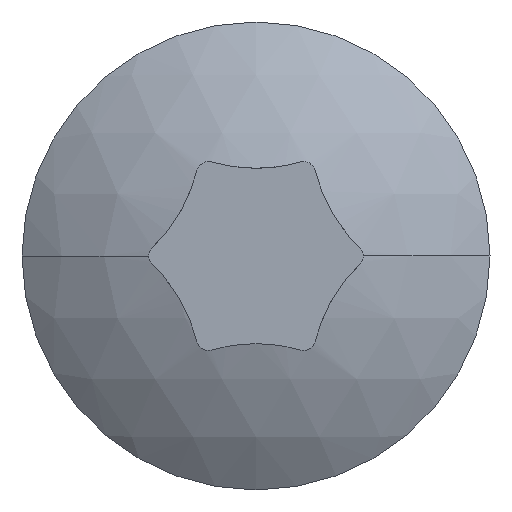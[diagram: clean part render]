
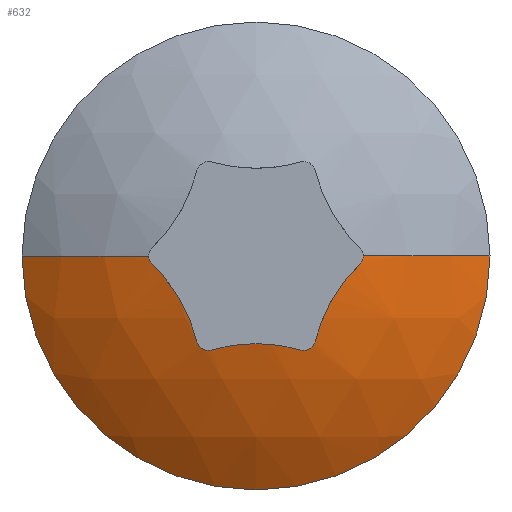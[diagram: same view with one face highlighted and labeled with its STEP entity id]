
A CAD part, left-side view. The second image highlights one B-rep face of the part: STEP entity #632.
In plain terms, the highlighted spherical face has radius 10 mm.
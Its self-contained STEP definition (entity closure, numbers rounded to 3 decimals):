
#3 = EDGE_CURVE ( 'NONE', #136, #77, #226, .T. ) ;
#21 = ORIENTED_EDGE ( 'NONE', *, *, #560, .T. ) ;
#34 = CARTESIAN_POINT ( 'NONE',  ( 0.386, -2.75, -0.081 ) ) ;
#39 = VERTEX_POINT ( 'NONE', #835 ) ;
#48 = VERTEX_POINT ( 'NONE', #831 ) ;
#51 = AXIS2_PLACEMENT_3D ( 'NONE', #466, #819, #227 ) ;
#55 = CARTESIAN_POINT ( 'NONE',  ( 0.292, -0.771, -2.305 ) ) ;
#64 = B_SPLINE_CURVE_WITH_KNOTS ( 'NONE', 3,
 ( #524, #893, #538, #104, #165, #156 ),
 .UNSPECIFIED., .F., .F.,
 ( 4, 2, 4 ),
 ( 0., 0.001, 0.002 ),
 .UNSPECIFIED. ) ;
#77 = VERTEX_POINT ( 'NONE', #234 ) ;
#79 = FACE_OUTER_BOUND ( 'NONE', #689, .T. ) ;
#96 = VERTEX_POINT ( 'NONE', #341 ) ;
#98 = B_SPLINE_CURVE_WITH_KNOTS ( 'NONE', 3,
 ( #912, #34, #408, #900 ),
 .UNSPECIFIED., .F., .F.,
 ( 4, 4 ),
 ( 0., 0. ),
 .UNSPECIFIED. ) ;
#99 = CARTESIAN_POINT ( 'NONE',  ( 0.362, 1.517, -2.194 ) ) ;
#100 = EDGE_CURVE ( 'NONE', #77, #48, #447, .T. ) ;
#104 = CARTESIAN_POINT ( 'NONE',  ( 0.256, -1.754, -1.463 ) ) ;
#111 = CARTESIAN_POINT ( 'NONE',  ( 0.377, -1.497, -2.272 ) ) ;
#119 = DIRECTION ( 'NONE',  ( 0., -1., 0. ) ) ;
#123 = CARTESIAN_POINT ( 'NONE',  ( 0.362, 1.142, -2.41 ) ) ;
#136 = VERTEX_POINT ( 'NONE', #346 ) ;
#156 = CARTESIAN_POINT ( 'NONE',  ( 0.362, -1.517, -2.194 ) ) ;
#158 = DIRECTION ( 'NONE',  ( 0., 0., 1. ) ) ;
#165 = CARTESIAN_POINT ( 'NONE',  ( 0.292, -1.61, -1.821 ) ) ;
#170 = CARTESIAN_POINT ( 'NONE',  ( 0.362, -1.517, -2.194 ) ) ;
#173 = CARTESIAN_POINT ( 'NONE',  ( 0.257, 1.753, -1.464 ) ) ;
#177 = VERTEX_POINT ( 'NONE', #488 ) ;
#184 = CARTESIAN_POINT ( 'NONE',  ( 0.256, 0., -2.25 ) ) ;
#192 = CARTESIAN_POINT ( 'NONE',  ( 10., 0., 0. ) ) ;
#203 = EDGE_CURVE ( 'NONE', #756, #177, #692, .T. ) ;
#204 = CARTESIAN_POINT ( 'NONE',  ( 0.377, 1.219, -2.432 ) ) ;
#214 = SPHERICAL_SURFACE ( 'NONE', #316, 10. ) ;
#226 = B_SPLINE_CURVE_WITH_KNOTS ( 'NONE', 3,
 ( #170, #111, #684, #475, #461, #749 ),
 .UNSPECIFIED., .F., .F.,
 ( 4, 2, 4 ),
 ( 0., 0., 0. ),
 .UNSPECIFIED. ) ;
#227 = DIRECTION ( 'NONE',  ( 0., 1., 0. ) ) ;
#233 = CARTESIAN_POINT ( 'NONE',  ( 0.362, 2.658, -0.216 ) ) ;
#234 = CARTESIAN_POINT ( 'NONE',  ( 0.362, -1.142, -2.41 ) ) ;
#252 = ORIENTED_EDGE ( 'NONE', *, *, #732, .F. ) ;
#276 = B_SPLINE_CURVE_WITH_KNOTS ( 'NONE', 3,
 ( #753, #395, #456, #390 ),
 .UNSPECIFIED., .F., .F.,
 ( 4, 4 ),
 ( 0., 0. ),
 .UNSPECIFIED. ) ;
#283 = CARTESIAN_POINT ( 'NONE',  ( 0.362, 1.517, -2.194 ) ) ;
#289 = CARTESIAN_POINT ( 'NONE',  ( 0.292, 0.772, -2.305 ) ) ;
#297 = CARTESIAN_POINT ( 'NONE',  ( 0.362, 1.142, -2.41 ) ) ;
#316 = AXIS2_PLACEMENT_3D ( 'NONE', #885, #158, #371 ) ;
#335 = CARTESIAN_POINT ( 'NONE',  ( 0.386, 1.445, -2.341 ) ) ;
#339 = CARTESIAN_POINT ( 'NONE',  ( 0.377, 1.497, -2.272 ) ) ;
#341 = CARTESIAN_POINT ( 'NONE',  ( 2., -6., 0. ) ) ;
#346 = CARTESIAN_POINT ( 'NONE',  ( 0.362, -1.517, -2.194 ) ) ;
#352 = EDGE_CURVE ( 'NONE', #798, #136, #64, .T. ) ;
#363 = EDGE_CURVE ( 'NONE', #96, #177, #464, .T. ) ;
#365 = CARTESIAN_POINT ( 'NONE',  ( 0.256, 0.391, -2.25 ) ) ;
#371 = DIRECTION ( 'NONE',  ( 0., 1., 0. ) ) ;
#377 = ORIENTED_EDGE ( 'NONE', *, *, #487, .T. ) ;
#390 = CARTESIAN_POINT ( 'NONE',  ( 0.386, 2.75, 0. ) ) ;
#391 = EDGE_CURVE ( 'NONE', #619, #39, #844, .T. ) ;
#395 = CARTESIAN_POINT ( 'NONE',  ( 0.377, 2.716, -0.161 ) ) ;
#408 = CARTESIAN_POINT ( 'NONE',  ( 0.377, -2.716, -0.161 ) ) ;
#416 = CARTESIAN_POINT ( 'NONE',  ( 0.256, -0.391, -2.25 ) ) ;
#427 = DIRECTION ( 'NONE',  ( -1., 0., 0. ) ) ;
#438 = EDGE_CURVE ( 'NONE', #39, #756, #276, .T. ) ;
#447 = B_SPLINE_CURVE_WITH_KNOTS ( 'NONE', 3,
 ( #929, #55, #416, #184 ),
 .UNSPECIFIED., .F., .F.,
 ( 4, 4 ),
 ( 0., 0.001 ),
 .UNSPECIFIED. ) ;
#456 = CARTESIAN_POINT ( 'NONE',  ( 0.386, 2.75, -0.081 ) ) ;
#460 = CARTESIAN_POINT ( 'NONE',  ( 0.256, 2.144, -0.787 ) ) ;
#461 = CARTESIAN_POINT ( 'NONE',  ( 0.377, -1.219, -2.432 ) ) ;
#464 = CIRCLE ( 'NONE', #51, 6. ) ;
#466 = CARTESIAN_POINT ( 'NONE',  ( 2., 0., 0. ) ) ;
#475 = CARTESIAN_POINT ( 'NONE',  ( 0.386, -1.305, -2.422 ) ) ;
#487 = EDGE_CURVE ( 'NONE', #724, #619, #800, .T. ) ;
#488 = CARTESIAN_POINT ( 'NONE',  ( 2., 6., 0. ) ) ;
#489 = ORIENTED_EDGE ( 'NONE', *, *, #363, .F. ) ;
#491 = DIRECTION ( 'NONE',  ( 0., 0., -1. ) ) ;
#524 = CARTESIAN_POINT ( 'NONE',  ( 0.362, -2.658, -0.216 ) ) ;
#538 = CARTESIAN_POINT ( 'NONE',  ( 0.257, -2.145, -0.786 ) ) ;
#552 = CARTESIAN_POINT ( 'NONE',  ( 0.386, 1.305, -2.422 ) ) ;
#560 = EDGE_CURVE ( 'NONE', #48, #724, #704, .T. ) ;
#569 = CARTESIAN_POINT ( 'NONE',  ( 0.386, -2.75, 0. ) ) ;
#584 = CARTESIAN_POINT ( 'NONE',  ( 0.362, 1.517, -2.194 ) ) ;
#606 = ORIENTED_EDGE ( 'NONE', *, *, #3, .T. ) ;
#619 = VERTEX_POINT ( 'NONE', #584 ) ;
#621 = ORIENTED_EDGE ( 'NONE', *, *, #203, .T. ) ;
#623 = DIRECTION ( 'NONE',  ( 0., 0., 1. ) ) ;
#632 = ADVANCED_FACE ( 'NONE', ( #79 ), #214, .T. ) ;
#671 = AXIS2_PLACEMENT_3D ( 'NONE', #827, #623, #119 ) ;
#680 = ORIENTED_EDGE ( 'NONE', *, *, #100, .T. ) ;
#684 = CARTESIAN_POINT ( 'NONE',  ( 0.386, -1.445, -2.341 ) ) ;
#689 = EDGE_LOOP ( 'NONE', ( #252, #791, #876, #606, #680, #21, #377, #824, #920, #621, #489 ) ) ;
#692 = CIRCLE ( 'NONE', #814, 10. ) ;
#704 = B_SPLINE_CURVE_WITH_KNOTS ( 'NONE', 3,
 ( #878, #365, #289, #297 ),
 .UNSPECIFIED., .F., .F.,
 ( 4, 4 ),
 ( 0.001, 0.002 ),
 .UNSPECIFIED. ) ;
#710 = EDGE_CURVE ( 'NONE', #933, #798, #98, .T. ) ;
#718 = CIRCLE ( 'NONE', #671, 10. ) ;
#724 = VERTEX_POINT ( 'NONE', #833 ) ;
#732 = EDGE_CURVE ( 'NONE', #933, #96, #718, .T. ) ;
#749 = CARTESIAN_POINT ( 'NONE',  ( 0.362, -1.142, -2.41 ) ) ;
#753 = CARTESIAN_POINT ( 'NONE',  ( 0.362, 2.658, -0.216 ) ) ;
#756 = VERTEX_POINT ( 'NONE', #916 ) ;
#791 = ORIENTED_EDGE ( 'NONE', *, *, #710, .T. ) ;
#798 = VERTEX_POINT ( 'NONE', #858 ) ;
#800 = B_SPLINE_CURVE_WITH_KNOTS ( 'NONE', 3,
 ( #123, #204, #552, #335, #339, #283 ),
 .UNSPECIFIED., .F., .F.,
 ( 4, 2, 4 ),
 ( 0., 0., 0. ),
 .UNSPECIFIED. ) ;
#814 = AXIS2_PLACEMENT_3D ( 'NONE', #192, #491, #427 ) ;
#819 = DIRECTION ( 'NONE',  ( 1., 0., 0. ) ) ;
#824 = ORIENTED_EDGE ( 'NONE', *, *, #391, .T. ) ;
#827 = CARTESIAN_POINT ( 'NONE',  ( 10., 0., 0. ) ) ;
#831 = CARTESIAN_POINT ( 'NONE',  ( 0.256, 0., -2.25 ) ) ;
#833 = CARTESIAN_POINT ( 'NONE',  ( 0.362, 1.142, -2.41 ) ) ;
#835 = CARTESIAN_POINT ( 'NONE',  ( 0.362, 2.658, -0.216 ) ) ;
#838 = CARTESIAN_POINT ( 'NONE',  ( 0.292, 1.61, -1.821 ) ) ;
#844 = B_SPLINE_CURVE_WITH_KNOTS ( 'NONE', 3,
 ( #99, #838, #173, #460, #903, #233 ),
 .UNSPECIFIED., .F., .F.,
 ( 4, 2, 4 ),
 ( 0., 0.001, 0.002 ),
 .UNSPECIFIED. ) ;
#858 = CARTESIAN_POINT ( 'NONE',  ( 0.362, -2.658, -0.216 ) ) ;
#876 = ORIENTED_EDGE ( 'NONE', *, *, #352, .T. ) ;
#878 = CARTESIAN_POINT ( 'NONE',  ( 0.256, 0., -2.25 ) ) ;
#885 = CARTESIAN_POINT ( 'NONE',  ( 10., 0., 0. ) ) ;
#893 = CARTESIAN_POINT ( 'NONE',  ( 0.292, -2.382, -0.484 ) ) ;
#900 = CARTESIAN_POINT ( 'NONE',  ( 0.362, -2.658, -0.216 ) ) ;
#903 = CARTESIAN_POINT ( 'NONE',  ( 0.292, 2.382, -0.484 ) ) ;
#912 = CARTESIAN_POINT ( 'NONE',  ( 0.386, -2.75, 0. ) ) ;
#916 = CARTESIAN_POINT ( 'NONE',  ( 0.386, 2.75, 0. ) ) ;
#920 = ORIENTED_EDGE ( 'NONE', *, *, #438, .T. ) ;
#929 = CARTESIAN_POINT ( 'NONE',  ( 0.362, -1.142, -2.41 ) ) ;
#933 = VERTEX_POINT ( 'NONE', #569 ) ;
